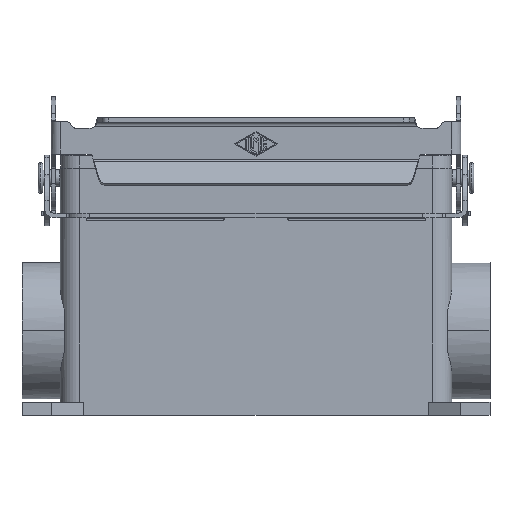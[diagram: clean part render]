
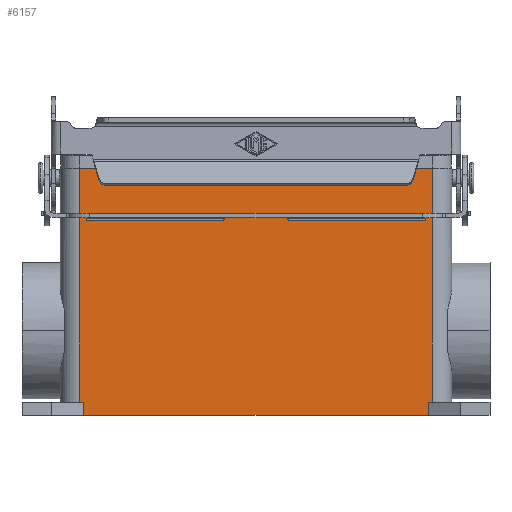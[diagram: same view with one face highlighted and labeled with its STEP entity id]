
A CAD part, front view. The second image highlights one B-rep face of the part: STEP entity #6157.
In plain terms, the highlighted planar face has unit normal (0, -1, 0).
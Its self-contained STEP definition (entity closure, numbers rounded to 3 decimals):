
#2882=CARTESIAN_POINT('',(-54.25,-22.25,-69.));
#2883=VERTEX_POINT('',#2882);
#2891=CARTESIAN_POINT('',(-54.25,-22.25,3.));
#2892=VERTEX_POINT('',#2891);
#2893=CARTESIAN_POINT('',(-54.25,-22.25,-69.));
#2894=DIRECTION('',(0.0,0.0,1.0));
#2895=VECTOR('',#2894,72.0);
#2896=LINE('',#2893,#2895);
#2897=EDGE_CURVE('',#2883,#2892,#2896,.T.);
#3025=CARTESIAN_POINT('',(54.25,-22.25,3.));
#3026=VERTEX_POINT('',#3025);
#3034=CARTESIAN_POINT('',(54.25,-22.25,-69.));
#3035=VERTEX_POINT('',#3034);
#3036=CARTESIAN_POINT('',(54.25,-22.25,-69.));
#3037=DIRECTION('',(0.0,0.0,1.0));
#3038=VECTOR('',#3037,72.0);
#3039=LINE('',#3036,#3038);
#3040=EDGE_CURVE('',#3035,#3026,#3039,.T.);
#5663=CARTESIAN_POINT('',(54.25,-22.25,3.));
#5664=DIRECTION('',(-1.0,0.0,0.0));
#5665=VECTOR('',#5664,108.5);
#5666=LINE('',#5663,#5665);
#5667=EDGE_CURVE('',#3026,#2892,#5666,.T.);
#5730=CARTESIAN_POINT('',(-53.0,-22.25,-69.));
#5731=VERTEX_POINT('',#5730);
#5738=CARTESIAN_POINT('',(-53.0,-22.25,-69.));
#5739=DIRECTION('',(-1.0,0.0,0.0));
#5740=VECTOR('',#5739,1.25);
#5741=LINE('',#5738,#5740);
#5742=EDGE_CURVE('',#5731,#2883,#5741,.T.);
#5786=CARTESIAN_POINT('',(53.0,-22.25,-69.));
#5787=VERTEX_POINT('',#5786);
#5788=CARTESIAN_POINT('',(54.25,-22.25,-69.));
#5789=DIRECTION('',(-1.0,0.0,0.0));
#5790=VECTOR('',#5789,1.25);
#5791=LINE('',#5788,#5790);
#5792=EDGE_CURVE('',#3035,#5787,#5791,.T.);
#6112=CARTESIAN_POINT('',(53.0,-22.25,-73.0));
#6113=VERTEX_POINT('',#6112);
#6114=CARTESIAN_POINT('',(53.0,-22.25,-73.0));
#6115=DIRECTION('',(0.0,0.0,1.0));
#6116=VECTOR('',#6115,4.);
#6117=LINE('',#6114,#6116);
#6118=EDGE_CURVE('',#6113,#5787,#6117,.T.);
#6130=CARTESIAN_POINT('',(53.0,-22.25,-73.0));
#6131=DIRECTION('',(0.0,-1.0,0.0));
#6132=DIRECTION('',(0.0,0.0,-1.0));
#6133=AXIS2_PLACEMENT_3D('',#6130,#6131,#6132);
#6134=PLANE('',#6133);
#6135=CARTESIAN_POINT('',(-53.0,-22.25,-73.0));
#6136=VERTEX_POINT('',#6135);
#6137=CARTESIAN_POINT('',(-53.0,-22.25,-73.0));
#6138=DIRECTION('',(0.0,0.0,1.0));
#6139=VECTOR('',#6138,4.);
#6140=LINE('',#6137,#6139);
#6141=EDGE_CURVE('',#6136,#5731,#6140,.T.);
#6142=ORIENTED_EDGE('',*,*,#6141,.F.);
#6143=CARTESIAN_POINT('',(53.0,-22.25,-73.0));
#6144=DIRECTION('',(-1.0,0.0,0.0));
#6145=VECTOR('',#6144,106.0);
#6146=LINE('',#6143,#6145);
#6147=EDGE_CURVE('',#6113,#6136,#6146,.T.);
#6148=ORIENTED_EDGE('',*,*,#6147,.F.);
#6149=ORIENTED_EDGE('',*,*,#6118,.T.);
#6150=ORIENTED_EDGE('',*,*,#5792,.F.);
#6151=ORIENTED_EDGE('',*,*,#3040,.T.);
#6152=ORIENTED_EDGE('',*,*,#5667,.T.);
#6153=ORIENTED_EDGE('',*,*,#2897,.F.);
#6154=ORIENTED_EDGE('',*,*,#5742,.F.);
#6155=EDGE_LOOP('',(#6142,#6148,#6149,#6150,#6151,#6152,#6153,#6154));
#6156=FACE_OUTER_BOUND('',#6155,.T.);
#6157=ADVANCED_FACE('',(#6156),#6134,.T.);
